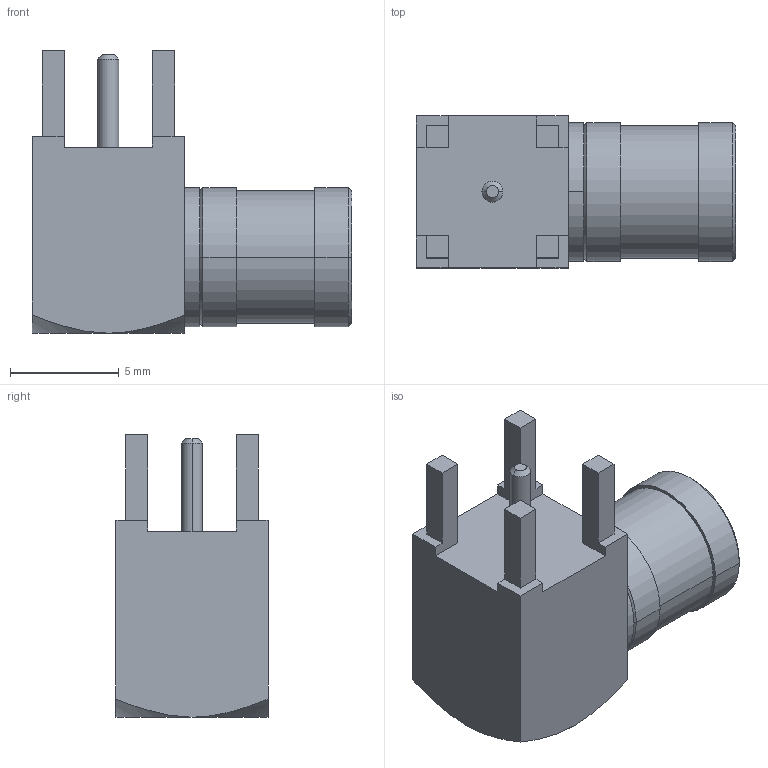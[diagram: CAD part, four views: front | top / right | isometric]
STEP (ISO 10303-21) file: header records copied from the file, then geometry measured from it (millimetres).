
FILE_DESCRIPTION((''),'2;1');
FILE_NAME('SMB6252B1-3GT30G-50_SW0001','2020-05-08T',('Krishnaprasath'),(''),'CREO PARAMETRIC BY PTC INC, 2018360','CREO PARAMETRIC BY PTC INC, 2018360','');
FILE_SCHEMA(('CONFIG_CONTROL_DESIGN'));
Length unit declared in the file: millimetre
Products named in the file (1): SMB6252B1-3GT30G-50_SW0001
Bounding box: 14.7 x 7 x 13 mm (x, y, z)
Volume: 593.6 mm3; surface area: 838.8 mm2
Topology: 1 solids, 1 shells, 199 faces, 578 edges, 379 vertices
Faces by surface type: plane 91, cylinder 64, cone 44
Entity records: 6820 total; most frequent: CARTESIAN_POINT 1454, ORIENTED_EDGE 1152, DIRECTION 1106, EDGE_CURVE 576, AXIS2_PLACEMENT_3D 391, VERTEX_POINT 379, VECTOR 324, LINE 324
